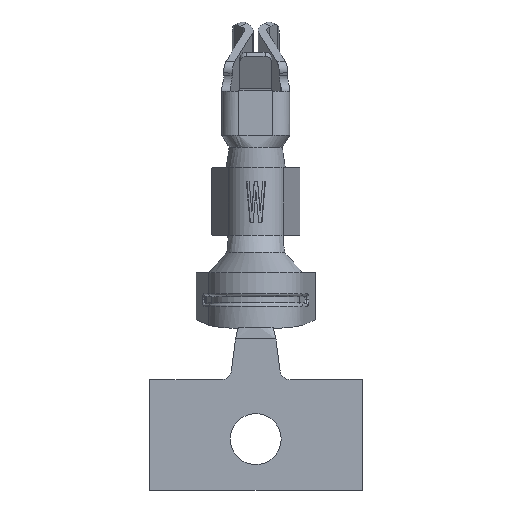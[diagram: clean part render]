
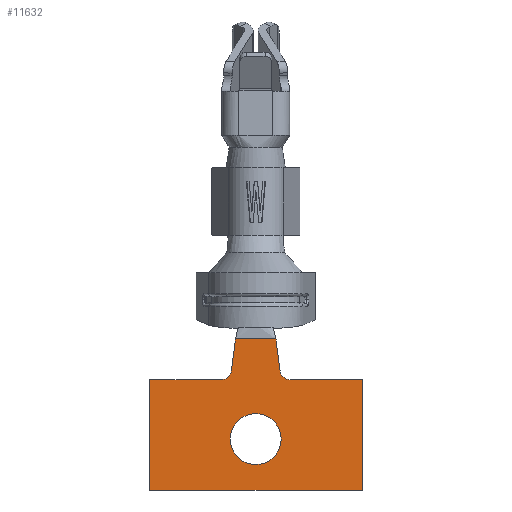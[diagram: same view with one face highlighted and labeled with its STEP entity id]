
A CAD part, front view. The second image highlights one B-rep face of the part: STEP entity #11632.
In plain terms, the highlighted planar face has unit normal (0, -1, 0).
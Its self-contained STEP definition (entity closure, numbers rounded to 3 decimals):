
#8899=CARTESIAN_POINT('',(0.595,-0.25,4.45));
#8900=VERTEX_POINT('',#8899);
#8918=CARTESIAN_POINT('',(-0.595,-0.25,4.45));
#8919=VERTEX_POINT('',#8918);
#8926=CARTESIAN_POINT('',(-0.595,-0.25,4.45));
#8927=DIRECTION('',(1.,0.,0.));
#8928=VECTOR('',#8927,1.19);
#8929=LINE('',#8926,#8928);
#8930=EDGE_CURVE('',#8919,#8900,#8929,.T.);
#9019=CARTESIAN_POINT('',(-0.716,-0.25,3.512));
#9020=VERTEX_POINT('',#9019);
#9027=CARTESIAN_POINT('',(-0.595,-0.25,4.45));
#9028=DIRECTION('',(-0.128,0.,-0.992));
#9029=VECTOR('',#9028,0.946);
#9030=LINE('',#9027,#9029);
#9031=EDGE_CURVE('',#8919,#9020,#9030,.T.);
#9042=CARTESIAN_POINT('',(0.716,-0.25,3.512));
#9043=VERTEX_POINT('',#9042);
#9044=CARTESIAN_POINT('',(0.716,-0.25,3.512));
#9045=DIRECTION('',(-0.128,0.,0.992));
#9046=VECTOR('',#9045,0.946);
#9047=LINE('',#9044,#9046);
#9048=EDGE_CURVE('',#9043,#8900,#9047,.T.);
#9083=CARTESIAN_POINT('',(-1.014,-0.25,3.25));
#9084=VERTEX_POINT('',#9083);
#9091=CARTESIAN_POINT('',(-1.014,-0.25,3.55));
#9092=DIRECTION('',(0.992,0.,-0.128));
#9093=DIRECTION('',(0.,1.,0.));
#9094=AXIS2_PLACEMENT_3D('',#9091,#9093,#9092);
#9095=CIRCLE('',#9094,0.3);
#9096=EDGE_CURVE('',#9020,#9084,#9095,.T.);
#9106=CARTESIAN_POINT('',(1.014,-0.25,3.25));
#9107=VERTEX_POINT('',#9106);
#9108=CARTESIAN_POINT('',(1.014,-0.25,3.55));
#9109=DIRECTION('',(0.,0.,-1.));
#9110=DIRECTION('',(0.,1.,0.));
#9111=AXIS2_PLACEMENT_3D('',#9108,#9110,#9109);
#9112=CIRCLE('',#9111,0.3);
#9113=EDGE_CURVE('',#9107,#9043,#9112,.T.);
#9141=CARTESIAN_POINT('',(0.75,-0.25,1.5));
#9142=VERTEX_POINT('',#9141);
#9149=CARTESIAN_POINT('',(0.,-0.25,1.5));
#9150=DIRECTION('',(1.,-0.,0.));
#9151=DIRECTION('',(0.,1.,0.));
#9152=AXIS2_PLACEMENT_3D('',#9149,#9151,#9150);
#9153=CIRCLE('',#9152,0.75);
#9154=EDGE_CURVE('',#9142,#9142,#9153,.T.);
#11488=CARTESIAN_POINT('',(-3.12,-0.25,3.25));
#11489=VERTEX_POINT('',#11488);
#11496=CARTESIAN_POINT('',(-1.014,-0.25,3.25));
#11497=DIRECTION('',(-1.,0.,0.));
#11498=VECTOR('',#11497,2.106);
#11499=LINE('',#11496,#11498);
#11500=EDGE_CURVE('',#9084,#11489,#11499,.T.);
#11519=CARTESIAN_POINT('',(-3.12,-0.25,0.));
#11520=VERTEX_POINT('',#11519);
#11527=CARTESIAN_POINT('',(-3.12,-0.25,3.25));
#11528=DIRECTION('',(0.,0.,-1.));
#11529=VECTOR('',#11528,3.25);
#11530=LINE('',#11527,#11529);
#11531=EDGE_CURVE('',#11489,#11520,#11530,.T.);
#11542=CARTESIAN_POINT('',(3.136,-0.25,3.25));
#11543=VERTEX_POINT('',#11542);
#11544=CARTESIAN_POINT('',(3.136,-0.25,3.25));
#11545=DIRECTION('',(-1.,0.,0.));
#11546=VECTOR('',#11545,2.123);
#11547=LINE('',#11544,#11546);
#11548=EDGE_CURVE('',#11543,#9107,#11547,.T.);
#11600=CARTESIAN_POINT('',(0.008,-0.25,2.225));
#11601=DIRECTION('',(1.,0.,0.));
#11602=DIRECTION('',(0.,-1.,0.));
#11603=AXIS2_PLACEMENT_3D('',#11600,#11602,#11601);
#11604=PLANE('',#11603);
#11605=ORIENTED_EDGE('',*,*,#9113,.T.);
#11606=ORIENTED_EDGE('',*,*,#9048,.T.);
#11607=ORIENTED_EDGE('',*,*,#8930,.F.);
#11608=ORIENTED_EDGE('',*,*,#9031,.T.);
#11609=ORIENTED_EDGE('',*,*,#9096,.T.);
#11610=ORIENTED_EDGE('',*,*,#11500,.T.);
#11611=ORIENTED_EDGE('',*,*,#11531,.T.);
#11612=CARTESIAN_POINT('',(3.136,-0.25,0.));
#11613=VERTEX_POINT('',#11612);
#11614=CARTESIAN_POINT('',(-3.12,-0.25,0.));
#11615=DIRECTION('',(1.,0.,0.));
#11616=VECTOR('',#11615,6.256);
#11617=LINE('',#11614,#11616);
#11618=EDGE_CURVE('',#11520,#11613,#11617,.T.);
#11619=ORIENTED_EDGE('',*,*,#11618,.T.);
#11620=CARTESIAN_POINT('',(3.136,-0.25,3.25));
#11621=DIRECTION('',(0.,0.,-1.));
#11622=VECTOR('',#11621,3.25);
#11623=LINE('',#11620,#11622);
#11624=EDGE_CURVE('',#11543,#11613,#11623,.T.);
#11625=ORIENTED_EDGE('',*,*,#11624,.F.);
#11626=ORIENTED_EDGE('',*,*,#11548,.T.);
#11627=EDGE_LOOP('',(#11605,#11606,#11607,#11608,#11609,#11610,#11611,#11619,#11625,#11626));
#11628=FACE_OUTER_BOUND('',#11627,.T.);
#11629=ORIENTED_EDGE('',*,*,#9154,.T.);
#11630=EDGE_LOOP('',(#11629));
#11631=FACE_BOUND('',#11630,.T.);
#11632=ADVANCED_FACE('',(#11628,#11631),#11604,.T.);
